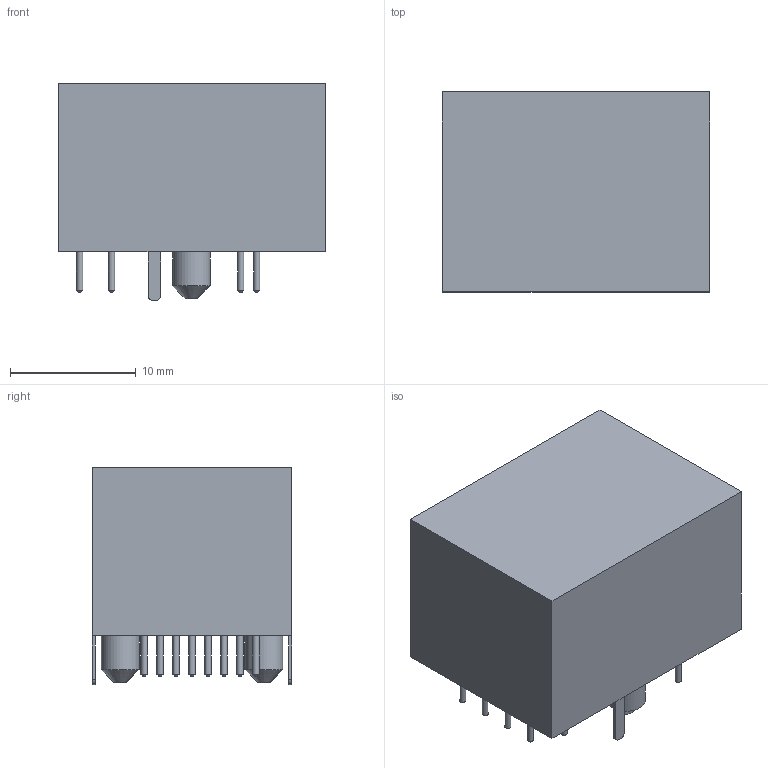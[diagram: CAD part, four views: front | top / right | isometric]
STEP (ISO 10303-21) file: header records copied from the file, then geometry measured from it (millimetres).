
FILE_DESCRIPTION(('FreeCAD Model'),'2;1');
FILE_NAME('rj45-ethernet-PCB-with-leds.step','2015-02-04T22:01:46',('FreeCAD'),('FreeCAD'), 'Open CASCADE STEP processor 6.7','FreeCAD','Unknown');
FILE_SCHEMA(('AUTOMOTIVE_DESIGN_CC2 { 1 2 10303 214 -1 1 5 4 }'));
Length unit declared in the file: millimetre
Products named in the file (1): Chamfer001
Bounding box: 21.3 x 15.9 x 17.28 mm (x, y, z)
Volume: 3463.2 mm3; surface area: 2311.4 mm2
Topology: 1 solids, 1 shells, 75 faces, 156 edges, 98 vertices
Faces by surface type: plane 43, cylinder 18, cone 14
Full cylindrical faces by diameter (mm): 0.5 x12, 3 x2
Entity records: 4093 total; most frequent: CARTESIAN_POINT 862, DIRECTION 610, LINE 354, VECTOR 354, ORIENTED_EDGE 312, PCURVE 312, DEFINITIONAL_REPRESENTATION 312, EDGE_CURVE 156
